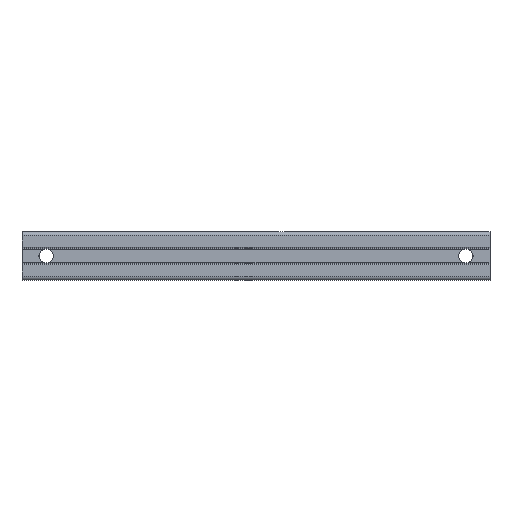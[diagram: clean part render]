
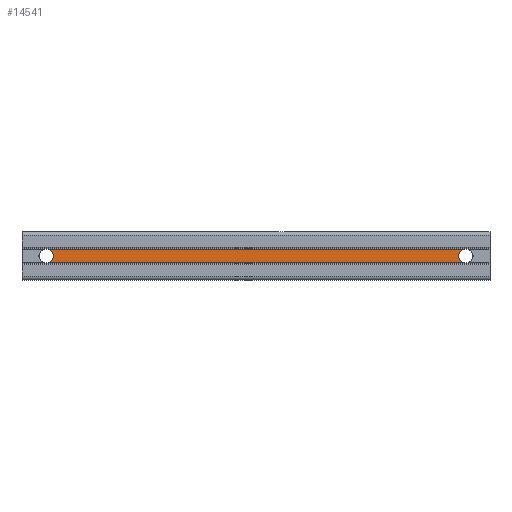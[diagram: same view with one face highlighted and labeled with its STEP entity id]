
A CAD part, front view. The second image highlights one B-rep face of the part: STEP entity #14541.
In plain terms, the highlighted planar face has unit normal (0, -1, 0).
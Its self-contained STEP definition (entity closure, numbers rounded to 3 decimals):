
#160 = ORIENTED_EDGE ( 'NONE', *, *, #4305, .T. ) ;
#274 = VERTEX_POINT ( 'NONE', #2084 ) ;
#460 = AXIS2_PLACEMENT_3D ( 'NONE', #12020, #4940, #3865 ) ;
#480 = CARTESIAN_POINT ( 'NONE',  ( 290., -5.8, -4.262 ) ) ;
#913 = VERTEX_POINT ( 'NONE', #13287 ) ;
#1205 = DIRECTION ( 'NONE',  ( 0., -1., 0. ) ) ;
#2077 = EDGE_CURVE ( 'NONE', #11253, #274, #13644, .T. ) ;
#2084 = CARTESIAN_POINT ( 'NONE',  ( 273.555, -5.8, -4.262 ) ) ;
#2307 = ORIENTED_EDGE ( 'NONE', *, *, #13442, .F. ) ;
#2360 = CARTESIAN_POINT ( 'NONE',  ( 290., -5.8, 4.262 ) ) ;
#3865 = DIRECTION ( 'NONE',  ( 0., 0., 1. ) ) ;
#4261 = CARTESIAN_POINT ( 'NONE',  ( 16.445, -5.8, -4.262 ) ) ;
#4305 = EDGE_CURVE ( 'NONE', #11253, #913, #5988, .T. ) ;
#4391 = CARTESIAN_POINT ( 'NONE',  ( 273.555, -5.8, 4.262 ) ) ;
#4940 = DIRECTION ( 'NONE',  ( 0., 1., 0. ) ) ;
#5110 = EDGE_LOOP ( 'NONE', ( #12054, #160, #13520, #2307 ) ) ;
#5986 = CIRCLE ( 'NONE', #10568, 4.5 ) ;
#5988 = LINE ( 'NONE', #2360, #8082 ) ;
#7027 = DIRECTION ( 'NONE',  ( 0., 0., 1. ) ) ;
#8082 = VECTOR ( 'NONE', #10594, 1000. ) ;
#8155 = CARTESIAN_POINT ( 'NONE',  ( 15., -5.8, 0. ) ) ;
#9852 = FACE_OUTER_BOUND ( 'NONE', #5110, .T. ) ;
#10037 = AXIS2_PLACEMENT_3D ( 'NONE', #13962, #1205, #7027 ) ;
#10270 = DIRECTION ( 'NONE',  ( 0., 0., 1. ) ) ;
#10568 = AXIS2_PLACEMENT_3D ( 'NONE', #8155, #11392, #10270 ) ;
#10594 = DIRECTION ( 'NONE',  ( -1., 0., 0. ) ) ;
#11053 = VECTOR ( 'NONE', #11944, 1000. ) ;
#11253 = VERTEX_POINT ( 'NONE', #4391 ) ;
#11392 = DIRECTION ( 'NONE',  ( 0., -1., 0. ) ) ;
#11944 = DIRECTION ( 'NONE',  ( -1., 0., 0. ) ) ;
#12020 = CARTESIAN_POINT ( 'NONE',  ( 290., -5.8, 4.262 ) ) ;
#12054 = ORIENTED_EDGE ( 'NONE', *, *, #2077, .F. ) ;
#13200 = VERTEX_POINT ( 'NONE', #4261 ) ;
#13236 = PLANE ( 'NONE',  #460 ) ;
#13287 = CARTESIAN_POINT ( 'NONE',  ( 16.445, -5.8, 4.262 ) ) ;
#13442 = EDGE_CURVE ( 'NONE', #274, #13200, #14215, .T. ) ;
#13520 = ORIENTED_EDGE ( 'NONE', *, *, #13987, .F. ) ;
#13644 = CIRCLE ( 'NONE', #10037, 4.5 ) ;
#13962 = CARTESIAN_POINT ( 'NONE',  ( 275., -5.8, 0. ) ) ;
#13987 = EDGE_CURVE ( 'NONE', #13200, #913, #5986, .T. ) ;
#14215 = LINE ( 'NONE', #480, #11053 ) ;
#14541 = ADVANCED_FACE ( 'NONE', ( #9852 ), #13236, .F. ) ;
